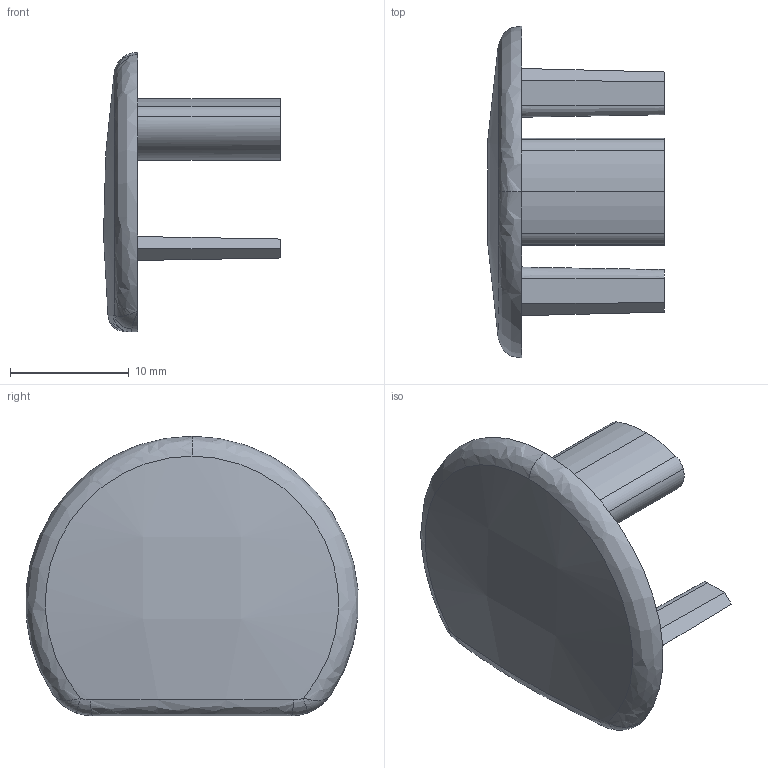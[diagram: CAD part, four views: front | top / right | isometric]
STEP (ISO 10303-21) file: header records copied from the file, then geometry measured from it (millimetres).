
FILE_DESCRIPTION (( 'STEP AP203' ), '1' );
FILE_NAME ('408541194_c_1.STEP', '2023-03-11T05:14:20', ( '' ), ( '' ), 'SwSTEP 2.0', 'SolidWorks 2014', '' );
FILE_SCHEMA (( 'CONFIG_CONTROL_DESIGN' ));
Length unit declared in the file: millimetre
Products named in the file (1): 408541194_c_1
Bounding box: 14.87 x 27.91 x 23.5 mm (x, y, z)
Volume: 1856.2 mm3; surface area: 1710.3 mm2
Topology: 1 solids, 1 shells, 31 faces, 74 edges, 46 vertices
Faces by surface type: plane 13, bspline 9, cylinder 6, cone 3
Entity records: 2974 total; most frequent: CARTESIAN_POINT 2229, ORIENTED_EDGE 144, DIRECTION 127, EDGE_CURVE 72, AXIS2_PLACEMENT_3D 46, VERTEX_POINT 46, VECTOR 35, LINE 35
